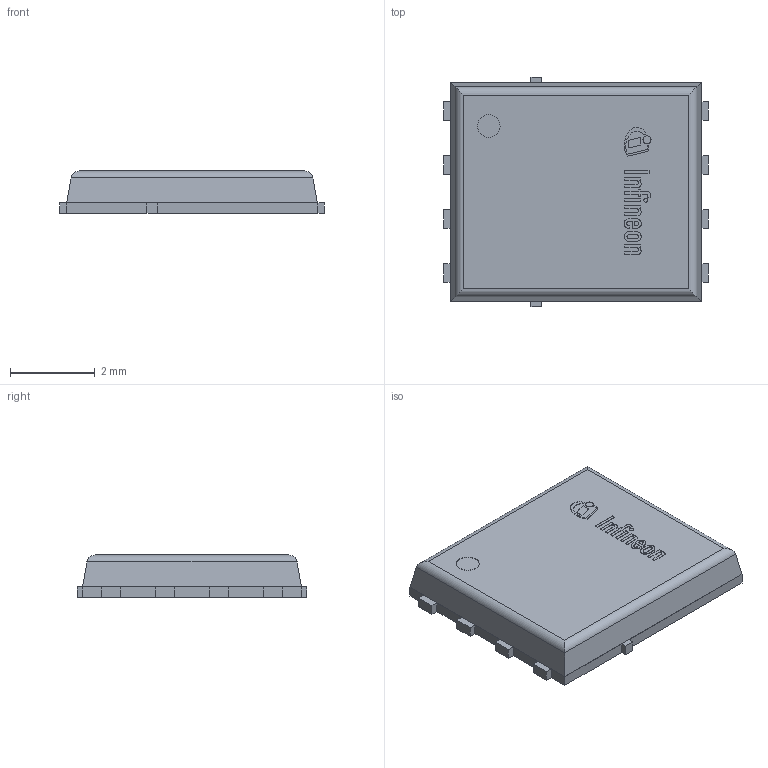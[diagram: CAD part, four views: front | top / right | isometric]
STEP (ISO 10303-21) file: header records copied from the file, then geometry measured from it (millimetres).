
FILE_DESCRIPTION(/* description */ (''),/* implementation_level */ '2;1');
FILE_NAME(/* name */ 'PG-TDSON-8-26_Z8B00186404_V03_3D.stp',/* time_stamp */ '2020-05-14T16:22:58+06:00',/* author */ ('janartha'),/* organization */ (''),/* preprocessor_version */ 'ST-DEVELOPER v16.13',/* originating_system */ 'AutoCAD Mechanical',/* authorisation */ '');
FILE_SCHEMA (('AUTOMOTIVE_DESIGN { 1 0 10303 214 3 1 1 }'));
Length unit declared in the file: millimetre
Products named in the file (1): Product
Bounding box: 6.22 x 5.41 x 1.01 mm (x, y, z)
Volume: 29.3 mm3; surface area: 156.9 mm2
Topology: 25 solids, 25 shells, 291 faces, 716 edges, 476 vertices
Faces by surface type: plane 241, cylinder 32, bspline 18
Full cylindrical faces by diameter (mm): 0.093 x1, 0.189 x1, 0.535 x2
Entity records: 8836 total; most frequent: CARTESIAN_POINT 2034, ORIENTED_EDGE 1424, DIRECTION 1284, EDGE_CURVE 712, LINE 616, VECTOR 616, VERTEX_POINT 476, AXIS2_PLACEMENT_3D 334
